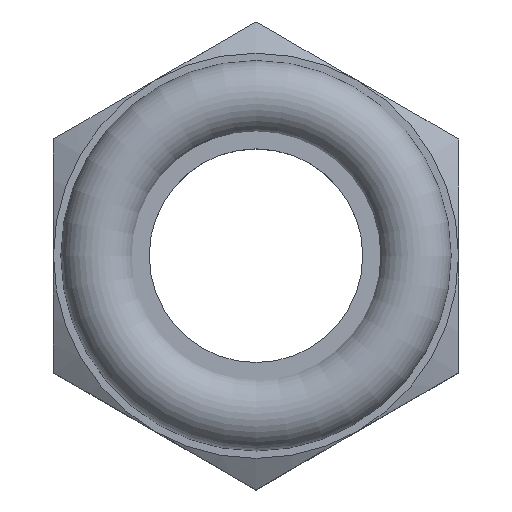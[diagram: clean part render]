
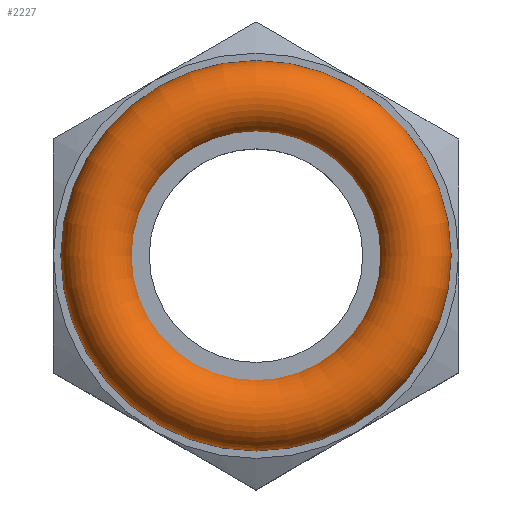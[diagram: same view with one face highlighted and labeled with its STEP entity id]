
A CAD part, top view. The second image highlights one B-rep face of the part: STEP entity #2227.
In plain terms, the highlighted toroidal (fillet/blend) face has major radius 2.15 mm and minor radius 0.5 mm.
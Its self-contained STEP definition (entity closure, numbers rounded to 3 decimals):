
#1892 = CYLINDRICAL_SURFACE('',#1893,1.65);
#1893 = AXIS2_PLACEMENT_3D('',#1894,#1895,#1896);
#1894 = CARTESIAN_POINT('',(0.,0.,2.6));
#1895 = DIRECTION('',(0.,0.,1.));
#1896 = DIRECTION('',(1.,0.,0.));
#2083 = CYLINDRICAL_SURFACE('',#2084,2.65);
#2084 = AXIS2_PLACEMENT_3D('',#2085,#2086,#2087);
#2085 = CARTESIAN_POINT('',(0.,0.,3.36));
#2086 = DIRECTION('',(0.,0.,-1.));
#2087 = DIRECTION('',(1.,0.,0.));
#2127 = VERTEX_POINT('',#2128);
#2128 = CARTESIAN_POINT('',(1.65,0.,3.36));
#2151 = EDGE_CURVE('',#2127,#2127,#2152,.T.);
#2152 = SURFACE_CURVE('',#2153,(#2158,#2165),.PCURVE_S1.);
#2153 = CIRCLE('',#2154,1.65);
#2154 = AXIS2_PLACEMENT_3D('',#2155,#2156,#2157);
#2155 = CARTESIAN_POINT('',(0.,0.,3.36));
#2156 = DIRECTION('',(0.,0.,-1.));
#2157 = DIRECTION('',(1.,0.,0.));
#2158 = PCURVE('',#1892,#2159);
#2159 = DEFINITIONAL_REPRESENTATION('',(#2160),#2164);
#2160 = LINE('',#2161,#2162);
#2161 = CARTESIAN_POINT('',(-0.,0.76));
#2162 = VECTOR('',#2163,1.);
#2163 = DIRECTION('',(-1.,0.));
#2164 = ( GEOMETRIC_REPRESENTATION_CONTEXT(2) 
PARAMETRIC_REPRESENTATION_CONTEXT() REPRESENTATION_CONTEXT('2D SPACE',''
  ) );
#2165 = PCURVE('',#2166,#2171);
#2166 = TOROIDAL_SURFACE('',#2167,2.15,0.5);
#2167 = AXIS2_PLACEMENT_3D('',#2168,#2169,#2170);
#2168 = CARTESIAN_POINT('',(0.,0.,3.36));
#2169 = DIRECTION('',(0.,0.,1.));
#2170 = DIRECTION('',(1.,0.,0.));
#2171 = DEFINITIONAL_REPRESENTATION('',(#2172),#2176);
#2172 = LINE('',#2173,#2174);
#2173 = CARTESIAN_POINT('',(-0.,3.142));
#2174 = VECTOR('',#2175,1.);
#2175 = DIRECTION('',(-1.,0.));
#2176 = ( GEOMETRIC_REPRESENTATION_CONTEXT(2) 
PARAMETRIC_REPRESENTATION_CONTEXT() REPRESENTATION_CONTEXT('2D SPACE',''
  ) );
#2182 = VERTEX_POINT('',#2183);
#2183 = CARTESIAN_POINT('',(2.65,0.,3.36));
#2204 = EDGE_CURVE('',#2182,#2182,#2205,.T.);
#2205 = SURFACE_CURVE('',#2206,(#2211,#2218),.PCURVE_S1.);
#2206 = CIRCLE('',#2207,2.65);
#2207 = AXIS2_PLACEMENT_3D('',#2208,#2209,#2210);
#2208 = CARTESIAN_POINT('',(0.,0.,3.36));
#2209 = DIRECTION('',(0.,0.,-1.));
#2210 = DIRECTION('',(1.,0.,0.));
#2211 = PCURVE('',#2083,#2212);
#2212 = DEFINITIONAL_REPRESENTATION('',(#2213),#2217);
#2213 = LINE('',#2214,#2215);
#2214 = CARTESIAN_POINT('',(0.,0.));
#2215 = VECTOR('',#2216,1.);
#2216 = DIRECTION('',(1.,0.));
#2217 = ( GEOMETRIC_REPRESENTATION_CONTEXT(2) 
PARAMETRIC_REPRESENTATION_CONTEXT() REPRESENTATION_CONTEXT('2D SPACE',''
  ) );
#2218 = PCURVE('',#2166,#2219);
#2219 = DEFINITIONAL_REPRESENTATION('',(#2220),#2224);
#2220 = LINE('',#2221,#2222);
#2221 = CARTESIAN_POINT('',(-0.,0.));
#2222 = VECTOR('',#2223,1.);
#2223 = DIRECTION('',(-1.,0.));
#2224 = ( GEOMETRIC_REPRESENTATION_CONTEXT(2) 
PARAMETRIC_REPRESENTATION_CONTEXT() REPRESENTATION_CONTEXT('2D SPACE',''
  ) );
#2227 = ADVANCED_FACE('',(#2228),#2166,.T.);
#2228 = FACE_BOUND('',#2229,.F.);
#2229 = EDGE_LOOP('',(#2230,#2231,#2253,#2254));
#2230 = ORIENTED_EDGE('',*,*,#2204,.T.);
#2231 = ORIENTED_EDGE('',*,*,#2232,.T.);
#2232 = EDGE_CURVE('',#2182,#2127,#2233,.T.);
#2233 = SEAM_CURVE('',#2234,(#2239,#2246),.PCURVE_S1.);
#2234 = CIRCLE('',#2235,0.5);
#2235 = AXIS2_PLACEMENT_3D('',#2236,#2237,#2238);
#2236 = CARTESIAN_POINT('',(2.15,0.,3.36));
#2237 = DIRECTION('',(0.,-1.,0.));
#2238 = DIRECTION('',(1.,0.,0.));
#2239 = PCURVE('',#2166,#2240);
#2240 = DEFINITIONAL_REPRESENTATION('',(#2241),#2245);
#2241 = LINE('',#2242,#2243);
#2242 = CARTESIAN_POINT('',(-0.,0.));
#2243 = VECTOR('',#2244,1.);
#2244 = DIRECTION('',(-0.,1.));
#2245 = ( GEOMETRIC_REPRESENTATION_CONTEXT(2) 
PARAMETRIC_REPRESENTATION_CONTEXT() REPRESENTATION_CONTEXT('2D SPACE',''
  ) );
#2246 = PCURVE('',#2166,#2247);
#2247 = DEFINITIONAL_REPRESENTATION('',(#2248),#2252);
#2248 = LINE('',#2249,#2250);
#2249 = CARTESIAN_POINT('',(-6.283,0.));
#2250 = VECTOR('',#2251,1.);
#2251 = DIRECTION('',(-0.,1.));
#2252 = ( GEOMETRIC_REPRESENTATION_CONTEXT(2) 
PARAMETRIC_REPRESENTATION_CONTEXT() REPRESENTATION_CONTEXT('2D SPACE',''
  ) );
#2253 = ORIENTED_EDGE('',*,*,#2151,.F.);
#2254 = ORIENTED_EDGE('',*,*,#2232,.F.);
